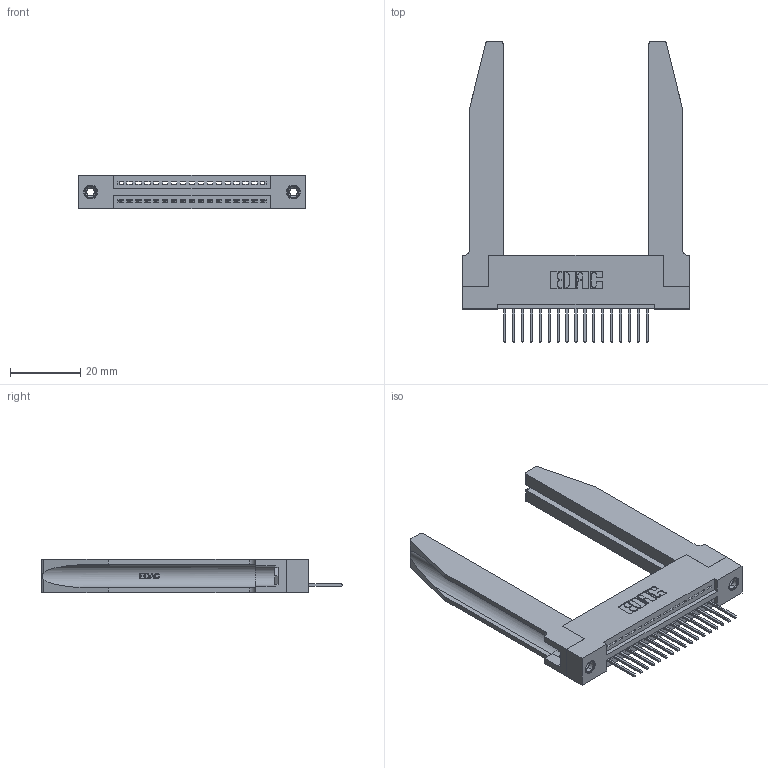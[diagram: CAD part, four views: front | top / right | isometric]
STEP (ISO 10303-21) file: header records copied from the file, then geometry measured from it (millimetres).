
FILE_DESCRIPTION (( 'STEP AP203' ), '1' );
FILE_NAME ('345-017-523-178.STEP', '2019-10-04T15:33:53', ( '' ), ( '' ), 'SwSTEP 2.0', 'SolidWorks 2016', '' );
FILE_SCHEMA (( 'CONFIG_CONTROL_DESIGN' ));
Length unit declared in the file: inch
Products named in the file (5): 345-292-001_345-293-123; 345-220-078_345-220-078; 345 Part_Flush Mounting Lugs - 0.156 Dia-TH; 345-250-001_345-250-001-102; 345-017-523-178
Assembly tree (22 placements, depth 2):
  345-017-523-178
    345 Part_Flush Mounting Lugs - 0.156 Dia-TH
    345-292-001_345-293-123  x17
    345-250-001_345-250-001-102  x2
    345-220-078_345-220-078  x2
Bounding box: 64.41 x 85.78 x 9.4 mm (x, y, z)
Volume: 13677.3 mm3; surface area: 14373.9 mm2
Topology: 22 solids, 22 shells, 1346 faces, 3941 edges, 2594 vertices
Faces by surface type: plane 902, cylinder 392, bspline 36, cone 12, torus 4
Entity records: 20918 total; most frequent: CARTESIAN_POINT 4522, ORIENTED_EDGE 3370, DIRECTION 2993, EDGE_CURVE 1685, VECTOR 1391, LINE 1391, VERTEX_POINT 1116, AXIS2_PLACEMENT_3D 801
